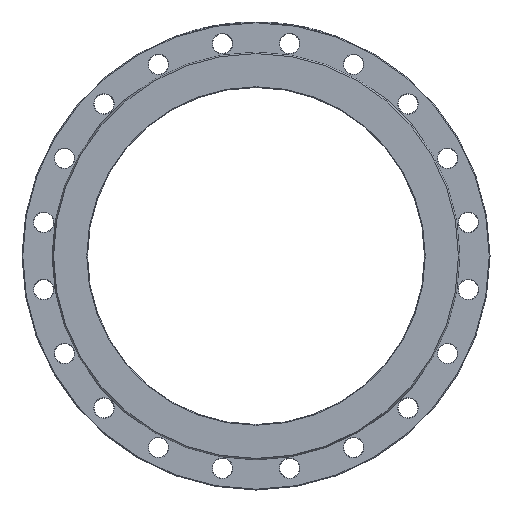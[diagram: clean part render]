
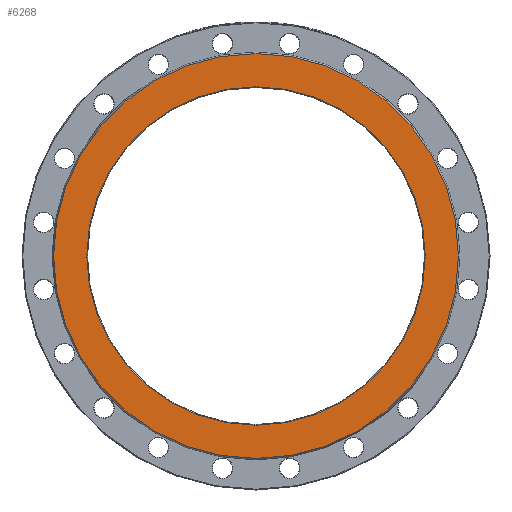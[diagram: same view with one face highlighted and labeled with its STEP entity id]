
A CAD part, left-side view. The second image highlights one B-rep face of the part: STEP entity #6268.
In plain terms, the highlighted planar face has unit normal (-1, 0, 0).
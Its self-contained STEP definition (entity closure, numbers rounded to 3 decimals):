
#9 = DIRECTION ( 'NONE',  ( 0., 0., -1. ) ) ;
#766 = DIRECTION ( 'NONE',  ( 0., 0., -1. ) ) ;
#797 = FACE_BOUND ( 'NONE', #2539, .T. ) ;
#1157 = DIRECTION ( 'NONE',  ( 1., 0., 0. ) ) ;
#1175 = CARTESIAN_POINT ( 'NONE',  ( 0., 0., -222.4 ) ) ;
#1490 = DIRECTION ( 'NONE',  ( 0., 0., 1. ) ) ;
#1747 = AXIS2_PLACEMENT_3D ( 'NONE', #2524, #6743, #1490 ) ;
#1774 = CARTESIAN_POINT ( 'NONE',  ( 0., 221.4, 0. ) ) ;
#1965 = ORIENTED_EDGE ( 'NONE', *, *, #4348, .T. ) ;
#2260 = VERTEX_POINT ( 'NONE', #4368 ) ;
#2524 = CARTESIAN_POINT ( 'NONE',  ( 0., 0., 0. ) ) ;
#2539 = EDGE_LOOP ( 'NONE', ( #1965 ) ) ;
#2873 = DIRECTION ( 'NONE',  ( 1., 0., 0. ) ) ;
#3469 = PLANE ( 'NONE',  #5218 ) ;
#4348 = EDGE_CURVE ( 'NONE', #4883, #4883, #6817, .T. ) ;
#4368 = CARTESIAN_POINT ( 'NONE',  ( 0., 0., 266. ) ) ;
#4793 = ORIENTED_EDGE ( 'NONE', *, *, #5292, .T. ) ;
#4883 = VERTEX_POINT ( 'NONE', #1175 ) ;
#4940 = CIRCLE ( 'NONE', #1747, 266. ) ;
#4961 = EDGE_LOOP ( 'NONE', ( #4793 ) ) ;
#5218 = AXIS2_PLACEMENT_3D ( 'NONE', #1774, #2873, #766 ) ;
#5292 = EDGE_CURVE ( 'NONE', #2260, #2260, #4940, .T. ) ;
#5498 = FACE_OUTER_BOUND ( 'NONE', #4961, .T. ) ;
#5898 = CARTESIAN_POINT ( 'NONE',  ( 0., 0., 0. ) ) ;
#6268 = ADVANCED_FACE ( 'NONE', ( #797, #5498 ), #3469, .F. ) ;
#6497 = AXIS2_PLACEMENT_3D ( 'NONE', #5898, #1157, #9 ) ;
#6743 = DIRECTION ( 'NONE',  ( -1., 0., 0. ) ) ;
#6817 = CIRCLE ( 'NONE', #6497, 222.4 ) ;
